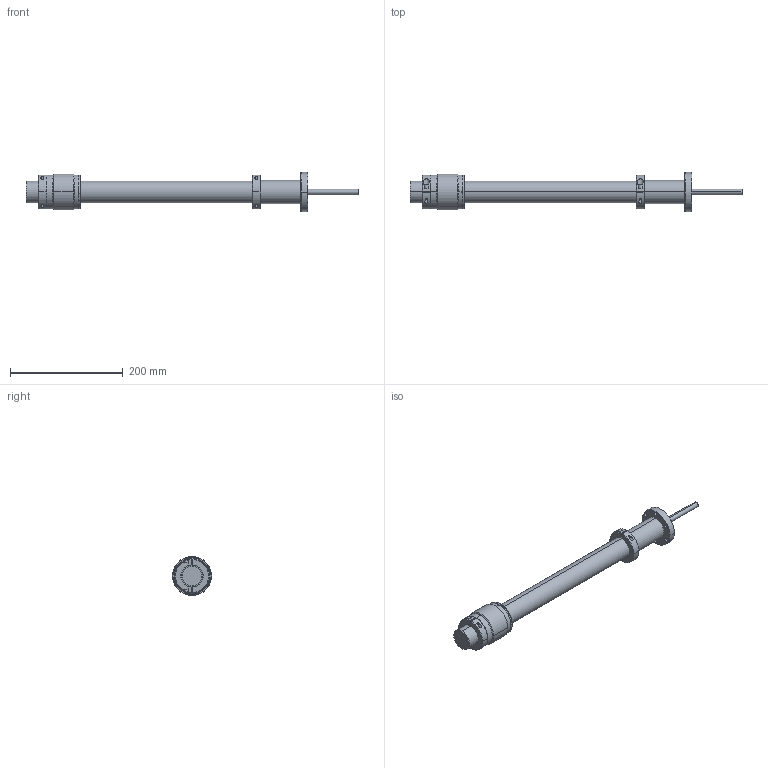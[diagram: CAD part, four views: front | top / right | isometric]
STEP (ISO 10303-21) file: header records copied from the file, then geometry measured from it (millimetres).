
FILE_DESCRIPTION (( 'STEP AP214' ), '1' );
FILE_NAME ('FLLRE-275-.38-12.STEP', '2019-12-30T16:45:38', ( '' ), ( '' ), 'SwSTEP 2.0', 'SolidWorks 2010', '' );
FILE_SCHEMA (( 'AUTOMOTIVE_DESIGN' ));
Length unit declared in the file: inch
Products named in the file (1): FLLRE-275-.38-12
Bounding box: 589.57 x 69.34 x 69.34 mm (x, y, z)
Surface area: 190102.8 mm2 (no closed solid volume)
Topology: 0 solids, 37 shells, 346 faces, 1463 edges, 1074 vertices
Faces by surface type: plane 151, cylinder 134, cone 54, torus 4, bspline 3
Entity records: 20532 total; most frequent: CARTESIAN_POINT 4037, DIRECTION 2577, ORIENTED_EDGE 2137, EDGE_CURVE 1451, VERTEX_POINT 1074, LINE 863, VECTOR 863, AXIS2_PLACEMENT_3D 857
